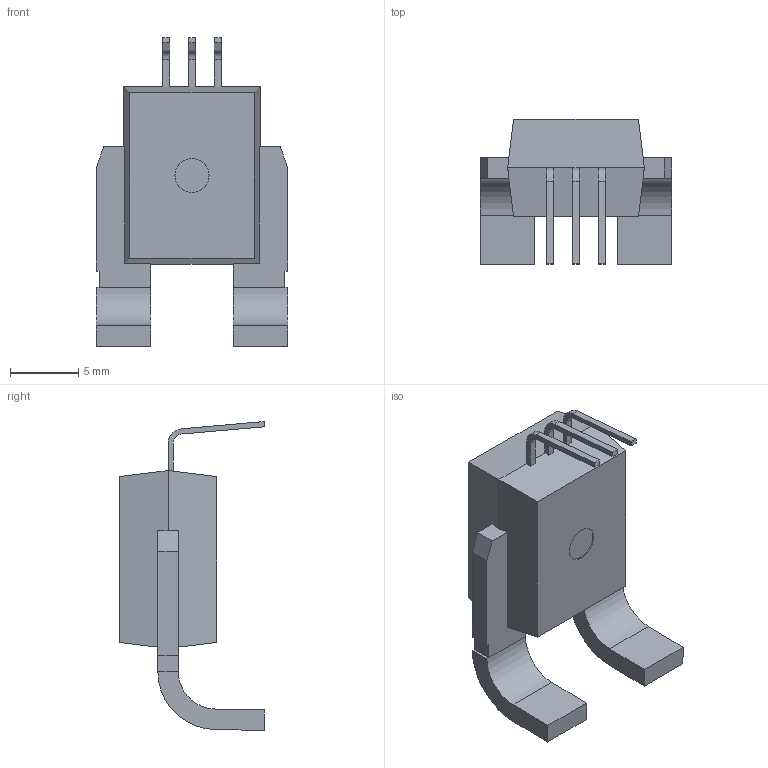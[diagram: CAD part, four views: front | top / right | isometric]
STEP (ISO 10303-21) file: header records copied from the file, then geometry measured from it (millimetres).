
FILE_DESCRIPTION (( 'STEP AP214' ), '1' );
FILE_NAME ('ACS758LCB-050B-PFF-T.STEP', '2023-03-29T19:18:25', ( '' ), ( '' ), 'SwSTEP 2.0', 'SolidWorks 2021', '' );
FILE_SCHEMA (( 'AUTOMOTIVE_DESIGN' ));
Length unit declared in the file: millimetre
Products named in the file (2): ACS758LCB-050B-PFF-T
Assembly tree (1 placements, depth 2):
  ACS758LCB-050B-PFF-T
    ACS758LCB-050B-PFF-T
Bounding box: 14 x 10.6 x 22.59 mm (x, y, z)
Volume: 1037.8 mm3; surface area: 1102.3 mm2
Topology: 6 solids, 6 shells, 87 faces, 210 edges, 138 vertices
Faces by surface type: plane 71, cylinder 16
Entity records: 2619 total; most frequent: CARTESIAN_POINT 439, DIRECTION 424, ORIENTED_EDGE 420, EDGE_CURVE 210, VECTOR 178, LINE 178, VERTEX_POINT 138, AXIS2_PLACEMENT_3D 123
